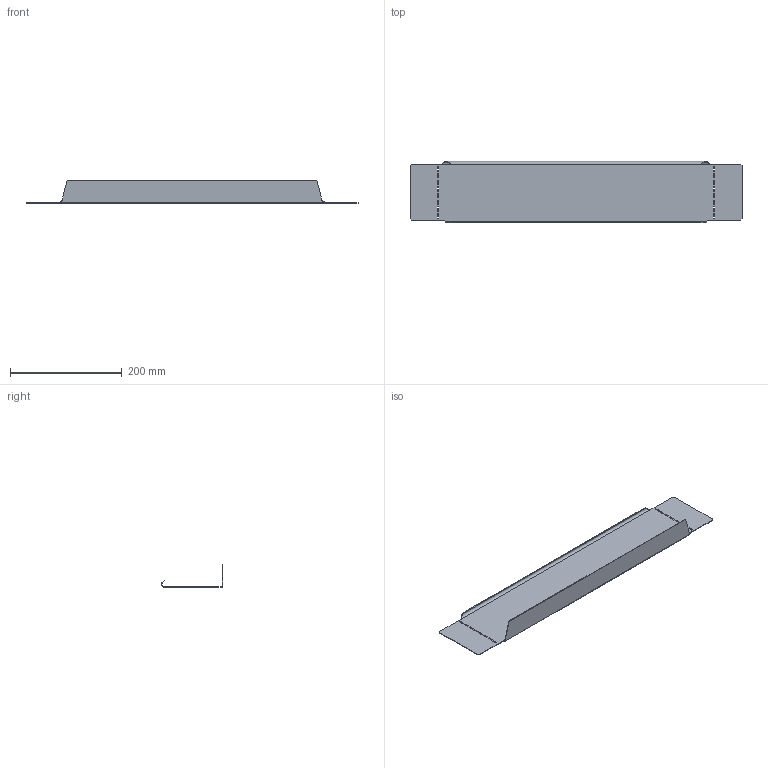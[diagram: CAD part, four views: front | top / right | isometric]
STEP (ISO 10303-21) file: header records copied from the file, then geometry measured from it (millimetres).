
FILE_DESCRIPTION((''),'2;1');
FILE_NAME('7107552','2013-11-28T',('AndreasKeweloh'),(''),'PRO/ENGINEER BY PARAMETRIC TECHNOLOGY CORPORATION, 2012360','PRO/ENGINEER BY PARAMETRIC TECHNOLOGY CORPORATION, 2012360','');
FILE_SCHEMA(('CONFIG_CONTROL_DESIGN'));
Length unit declared in the file: millimetre
Products named in the file (1): 7107552
Bounding box: 595 x 110 x 40 mm (x, y, z)
Volume: 86710.9 mm3; surface area: 175220.9 mm2
Topology: 1 solids, 1 shells, 98 faces, 272 edges, 176 vertices
Faces by surface type: plane 90, bspline 4, cylinder 4
Entity records: 3351 total; most frequent: CARTESIAN_POINT 775, ORIENTED_EDGE 544, DIRECTION 452, EDGE_CURVE 272, VECTOR 264, LINE 264, VERTEX_POINT 176, EDGE_LOOP 130
